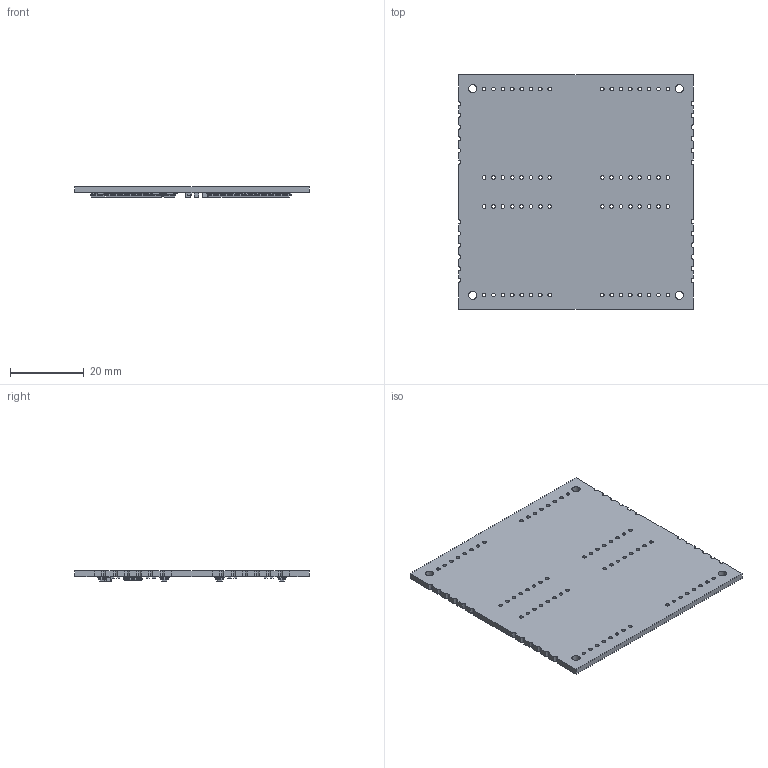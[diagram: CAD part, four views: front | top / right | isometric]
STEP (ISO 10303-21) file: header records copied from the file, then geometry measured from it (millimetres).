
FILE_DESCRIPTION(('KiCad electronic assembly'),'2;1');
FILE_NAME('matrix_module.step','2023-02-25T12:29:38',('Pcbnew'),('Kicad' ),'Open CASCADE STEP processor 7.6','KiCad to STEP converter', 'Unknown');
FILE_SCHEMA(('AUTOMOTIVE_DESIGN { 1 0 10303 214 1 1 1 1 }'));
Length unit declared in the file: millimetre
Products named in the file (12): matrix_module 1; C_0603_1608Metric; SOLID; R_0603_1608Metric; SOT-23; C_0805_2012Metric; TSSOP-16_4.4x5mm_P0.65mm; matrix_module PCB
Assembly tree (106 placements, depth 3):
  matrix_module 1
    C_0603_1608Metric  x12
      SOLID
    R_0603_1608Metric  x48
      SOLID
    SOT-23  x32
      SOLID
    C_0805_2012Metric  x4
      SOLID
    TSSOP-16_4.4x5mm_P0.65mm  x4
      SOLID
    matrix_module PCB
Bounding box: 63.6 x 63.6 x 2.9 mm (x, y, z)
Volume: 6622.5 mm3; surface area: 10027 mm2
Topology: 101 solids, 101 shells, 5310 faces, 13376 edges, 8304 vertices
Faces by surface type: bspline 5168, cylinder 104, plane 38
Full cylindrical faces by diameter (mm): 1 x64, 2.2 x4
Entity records: 38497 total; most frequent: CARTESIAN_POINT 12181, ORIENTED_EDGE 3014, PCURVE 3014, DEFINITIONAL_REPRESENTATION 3014, B_SPLINE_CURVE_WITH_KNOTS 2921, DIRECTION 1870, EDGE_CURVE 1507, SURFACE_CURVE 1438
